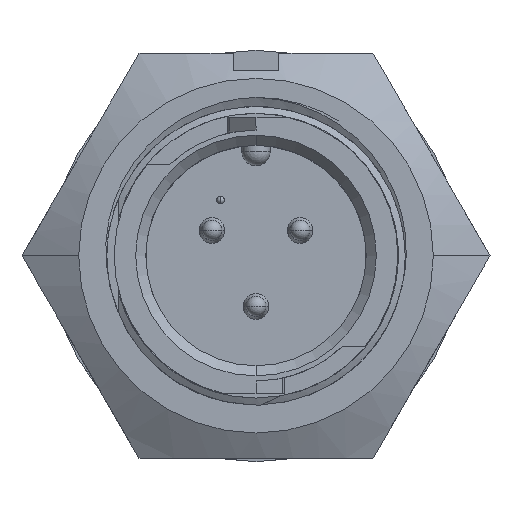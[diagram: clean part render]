
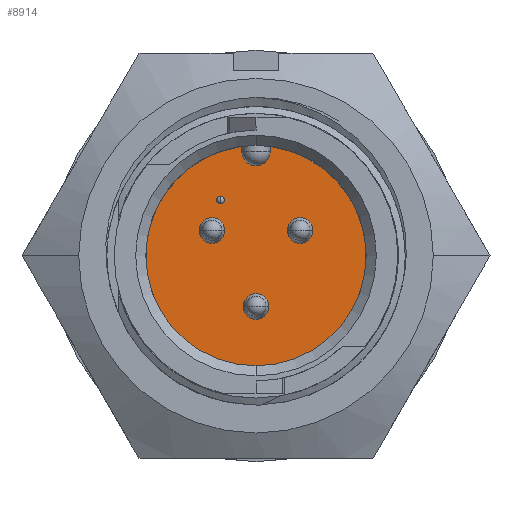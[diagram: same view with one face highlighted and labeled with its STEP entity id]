
A CAD part, top view. The second image highlights one B-rep face of the part: STEP entity #8914.
In plain terms, the highlighted planar face has unit normal (0, 0, 1).
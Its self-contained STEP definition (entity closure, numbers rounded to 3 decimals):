
#219 = CARTESIAN_POINT ( 'NONE',  ( 2.21, 1.27, -8.382 ) ) ;
#277 = EDGE_CURVE ( 'NONE', #12750, #5429, #12651, .T. ) ;
#433 = CARTESIAN_POINT ( 'NONE',  ( 0., 0., -8.382 ) ) ;
#490 = DIRECTION ( 'NONE',  ( 1., 0., 0. ) ) ;
#700 = AXIS2_PLACEMENT_3D ( 'NONE', #2335, #2096, #3254 ) ;
#752 = EDGE_CURVE ( 'NONE', #5429, #12750, #13908, .T. ) ;
#774 = CARTESIAN_POINT ( 'NONE',  ( -1.778, 2.794, -8.382 ) ) ;
#890 = CARTESIAN_POINT ( 'NONE',  ( 0., -5.524, -8.382 ) ) ;
#978 = CARTESIAN_POINT ( 'NONE',  ( 0.711, 5.479, -8.382 ) ) ;
#1010 = DIRECTION ( 'NONE',  ( 0., 1., 0. ) ) ;
#1217 = CARTESIAN_POINT ( 'NONE',  ( 0.711, 5.22, -8.382 ) ) ;
#1758 = CARTESIAN_POINT ( 'NONE',  ( -2.852, 1.27, -8.382 ) ) ;
#1787 = AXIS2_PLACEMENT_3D ( 'NONE', #4578, #11729, #4274 ) ;
#2057 = CARTESIAN_POINT ( 'NONE',  ( 2.21, 1.27, -8.382 ) ) ;
#2058 = EDGE_LOOP ( 'NONE', ( #6639, #5841 ) ) ;
#2096 = DIRECTION ( 'NONE',  ( 0., 0., 1. ) ) ;
#2171 = DIRECTION ( 'NONE',  ( 0., 0., 1. ) ) ;
#2335 = CARTESIAN_POINT ( 'NONE',  ( 0., 0., -8.382 ) ) ;
#2388 = EDGE_CURVE ( 'NONE', #15267, #14062, #2975, .T. ) ;
#2433 = CARTESIAN_POINT ( 'NONE',  ( -1.567, 1.27, -8.382 ) ) ;
#2483 = CIRCLE ( 'NONE', #14882, 0.643 ) ;
#2492 = DIRECTION ( 'NONE',  ( 1., 0., 0. ) ) ;
#2602 = CARTESIAN_POINT ( 'NONE',  ( 0., 5.22, -8.382 ) ) ;
#2613 = CARTESIAN_POINT ( 'NONE',  ( 0.643, -2.54, -8.382 ) ) ;
#2674 = DIRECTION ( 'NONE',  ( 0., 0., 1. ) ) ;
#2749 = CARTESIAN_POINT ( 'NONE',  ( -2.21, 1.27, -8.382 ) ) ;
#2924 = FACE_BOUND ( 'NONE', #10234, .T. ) ;
#2975 = CIRCLE ( 'NONE', #6936, 0.643 ) ;
#3065 = DIRECTION ( 'NONE',  ( 0., 0., 1. ) ) ;
#3082 = PLANE ( 'NONE',  #8751 ) ;
#3232 = CARTESIAN_POINT ( 'NONE',  ( 2.852, 1.27, -8.382 ) ) ;
#3254 = DIRECTION ( 'NONE',  ( 0., -1., 0. ) ) ;
#3365 = VERTEX_POINT ( 'NONE', #14234 ) ;
#3515 = CIRCLE ( 'NONE', #7465, 5.524 ) ;
#3688 = EDGE_LOOP ( 'NONE', ( #13619, #9622 ) ) ;
#3692 = AXIS2_PLACEMENT_3D ( 'NONE', #2057, #10510, #5537 ) ;
#4055 = DIRECTION ( 'NONE',  ( 0., 0., 1. ) ) ;
#4200 = ORIENTED_EDGE ( 'NONE', *, *, #277, .F. ) ;
#4274 = DIRECTION ( 'NONE',  ( 0., 1., 0. ) ) ;
#4405 = CARTESIAN_POINT ( 'NONE',  ( -2.21, 1.27, -8.382 ) ) ;
#4413 = CARTESIAN_POINT ( 'NONE',  ( -0.643, -2.54, -8.382 ) ) ;
#4497 = CARTESIAN_POINT ( 'NONE',  ( -0.711, 5.22, -8.382 ) ) ;
#4578 = CARTESIAN_POINT ( 'NONE',  ( -1.778, 2.794, -8.382 ) ) ;
#5334 = ORIENTED_EDGE ( 'NONE', *, *, #752, .F. ) ;
#5385 = DIRECTION ( 'NONE',  ( 0., -1., 0. ) ) ;
#5429 = VERTEX_POINT ( 'NONE', #2613 ) ;
#5475 = DIRECTION ( 'NONE',  ( 0., 0., 1. ) ) ;
#5537 = DIRECTION ( 'NONE',  ( 1., 0., 0. ) ) ;
#5841 = ORIENTED_EDGE ( 'NONE', *, *, #12818, .F. ) ;
#5959 = EDGE_CURVE ( 'NONE', #14102, #8359, #7386, .T. ) ;
#6245 = CIRCLE ( 'NONE', #12712, 0.191 ) ;
#6383 = DIRECTION ( 'NONE',  ( 1., 0., 0. ) ) ;
#6428 = VERTEX_POINT ( 'NONE', #13955 ) ;
#6441 = EDGE_CURVE ( 'NONE', #10801, #14183, #13887, .T. ) ;
#6639 = ORIENTED_EDGE ( 'NONE', *, *, #6441, .F. ) ;
#6936 = AXIS2_PLACEMENT_3D ( 'NONE', #4405, #2171, #14925 ) ;
#7304 = ORIENTED_EDGE ( 'NONE', *, *, #12625, .F. ) ;
#7386 = CIRCLE ( 'NONE', #700, 5.524 ) ;
#7465 = AXIS2_PLACEMENT_3D ( 'NONE', #9988, #5475, #14758 ) ;
#7656 = DIRECTION ( 'NONE',  ( -1., 0., 0. ) ) ;
#7671 = AXIS2_PLACEMENT_3D ( 'NONE', #10094, #4055, #11264 ) ;
#7837 = DIRECTION ( 'NONE',  ( 0., 0., 1. ) ) ;
#7875 = CARTESIAN_POINT ( 'NONE',  ( 1.567, 1.27, -8.382 ) ) ;
#8359 = VERTEX_POINT ( 'NONE', #890 ) ;
#8494 = DIRECTION ( 'NONE',  ( 0., 0., 1. ) ) ;
#8663 = FACE_BOUND ( 'NONE', #2058, .T. ) ;
#8668 = AXIS2_PLACEMENT_3D ( 'NONE', #8877, #3065, #11433 ) ;
#8678 = EDGE_CURVE ( 'NONE', #14062, #15267, #2483, .T. ) ;
#8692 = EDGE_CURVE ( 'NONE', #8895, #9433, #9406, .T. ) ;
#8697 = EDGE_LOOP ( 'NONE', ( #14727, #8721, #14409, #15254, #8809 ) ) ;
#8721 = ORIENTED_EDGE ( 'NONE', *, *, #5959, .T. ) ;
#8751 = AXIS2_PLACEMENT_3D ( 'NONE', #433, #14674, #7656 ) ;
#8809 = ORIENTED_EDGE ( 'NONE', *, *, #8692, .F. ) ;
#8877 = CARTESIAN_POINT ( 'NONE',  ( 0., -2.54, -8.382 ) ) ;
#8895 = VERTEX_POINT ( 'NONE', #4497 ) ;
#8914 = ADVANCED_FACE ( 'NONE', ( #8663, #8977, #2924, #9985, #13514 ), #3082, .F. ) ;
#8916 = LINE ( 'NONE', #13684, #10947 ) ;
#8977 = FACE_BOUND ( 'NONE', #3688, .T. ) ;
#9123 = VERTEX_POINT ( 'NONE', #978 ) ;
#9406 = CIRCLE ( 'NONE', #11130, 0.711 ) ;
#9433 = VERTEX_POINT ( 'NONE', #1217 ) ;
#9482 = AXIS2_PLACEMENT_3D ( 'NONE', #219, #9692, #2492 ) ;
#9622 = ORIENTED_EDGE ( 'NONE', *, *, #8678, .F. ) ;
#9692 = DIRECTION ( 'NONE',  ( 0., 0., 1. ) ) ;
#9898 = CARTESIAN_POINT ( 'NONE',  ( -0.711, 5.479, -8.382 ) ) ;
#9985 = FACE_BOUND ( 'NONE', #15376, .T. ) ;
#9988 = CARTESIAN_POINT ( 'NONE',  ( 0., 0., -8.382 ) ) ;
#10094 = CARTESIAN_POINT ( 'NONE',  ( 0., -2.54, -8.382 ) ) ;
#10121 = LINE ( 'NONE', #14748, #12685 ) ;
#10220 = CIRCLE ( 'NONE', #9482, 0.643 ) ;
#10234 = EDGE_LOOP ( 'NONE', ( #5334, #4200 ) ) ;
#10281 = EDGE_CURVE ( 'NONE', #9433, #9123, #8916, .T. ) ;
#10510 = DIRECTION ( 'NONE',  ( 0., 0., 1. ) ) ;
#10673 = EDGE_CURVE ( 'NONE', #8359, #9123, #3515, .T. ) ;
#10801 = VERTEX_POINT ( 'NONE', #3232 ) ;
#10947 = VECTOR ( 'NONE', #15397, 1000. ) ;
#11130 = AXIS2_PLACEMENT_3D ( 'NONE', #2602, #2674, #490 ) ;
#11264 = DIRECTION ( 'NONE',  ( 1., 0., 0. ) ) ;
#11433 = DIRECTION ( 'NONE',  ( 1., 0., 0. ) ) ;
#11729 = DIRECTION ( 'NONE',  ( 0., 0., 1. ) ) ;
#12199 = CIRCLE ( 'NONE', #1787, 0.191 ) ;
#12625 = EDGE_CURVE ( 'NONE', #3365, #6428, #6245, .T. ) ;
#12651 = CIRCLE ( 'NONE', #8668, 0.643 ) ;
#12685 = VECTOR ( 'NONE', #5385, 1000. ) ;
#12712 = AXIS2_PLACEMENT_3D ( 'NONE', #774, #7837, #1010 ) ;
#12750 = VERTEX_POINT ( 'NONE', #4413 ) ;
#12818 = EDGE_CURVE ( 'NONE', #14183, #10801, #10220, .T. ) ;
#13514 = FACE_OUTER_BOUND ( 'NONE', #8697, .T. ) ;
#13619 = ORIENTED_EDGE ( 'NONE', *, *, #2388, .F. ) ;
#13684 = CARTESIAN_POINT ( 'NONE',  ( 0.711, 5.22, -8.382 ) ) ;
#13887 = CIRCLE ( 'NONE', #3692, 0.643 ) ;
#13908 = CIRCLE ( 'NONE', #7671, 0.643 ) ;
#13955 = CARTESIAN_POINT ( 'NONE',  ( -1.778, 2.985, -8.382 ) ) ;
#14062 = VERTEX_POINT ( 'NONE', #1758 ) ;
#14073 = EDGE_CURVE ( 'NONE', #14102, #8895, #10121, .T. ) ;
#14102 = VERTEX_POINT ( 'NONE', #9898 ) ;
#14183 = VERTEX_POINT ( 'NONE', #7875 ) ;
#14234 = CARTESIAN_POINT ( 'NONE',  ( -1.778, 2.603, -8.382 ) ) ;
#14331 = ORIENTED_EDGE ( 'NONE', *, *, #15403, .F. ) ;
#14409 = ORIENTED_EDGE ( 'NONE', *, *, #10673, .T. ) ;
#14674 = DIRECTION ( 'NONE',  ( 0., 0., -1. ) ) ;
#14727 = ORIENTED_EDGE ( 'NONE', *, *, #14073, .F. ) ;
#14748 = CARTESIAN_POINT ( 'NONE',  ( -0.711, 5.479, -8.382 ) ) ;
#14758 = DIRECTION ( 'NONE',  ( 0., -1., 0. ) ) ;
#14882 = AXIS2_PLACEMENT_3D ( 'NONE', #2749, #8494, #6383 ) ;
#14925 = DIRECTION ( 'NONE',  ( 1., 0., 0. ) ) ;
#15254 = ORIENTED_EDGE ( 'NONE', *, *, #10281, .F. ) ;
#15267 = VERTEX_POINT ( 'NONE', #2433 ) ;
#15376 = EDGE_LOOP ( 'NONE', ( #7304, #14331 ) ) ;
#15397 = DIRECTION ( 'NONE',  ( 0., 1., 0. ) ) ;
#15403 = EDGE_CURVE ( 'NONE', #6428, #3365, #12199, .T. ) ;
